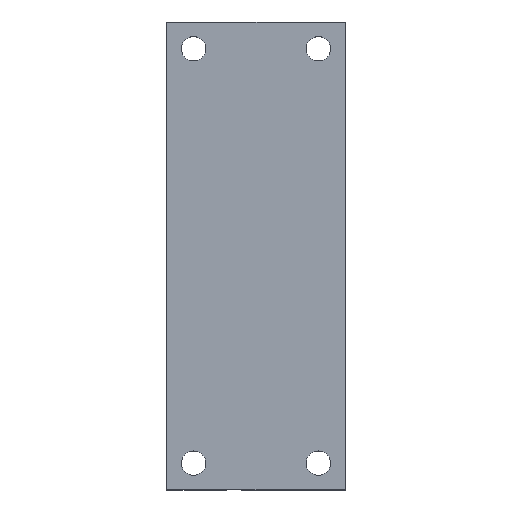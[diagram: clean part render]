
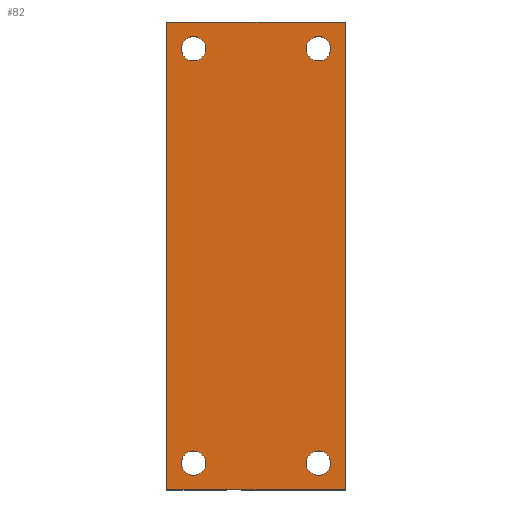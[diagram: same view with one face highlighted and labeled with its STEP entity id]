
A CAD part, top view. The second image highlights one B-rep face of the part: STEP entity #82.
In plain terms, the highlighted planar face has unit normal (0, 0, 1).
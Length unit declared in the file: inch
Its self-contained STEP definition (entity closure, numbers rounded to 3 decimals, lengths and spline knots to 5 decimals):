
#1 = VERTEX_POINT ( 'NONE', #119 ) ;
#2 = EDGE_CURVE ( 'NONE', #375, #59, #120, .T. ) ;
#8 = ORIENTED_EDGE ( 'NONE', *, *, #603, .T. ) ;
#19 = EDGE_CURVE ( 'NONE', #572, #54, #205, .T. ) ;
#24 = ORIENTED_EDGE ( 'NONE', *, *, #51, .T. ) ;
#34 = EDGE_LOOP ( 'NONE', ( #593, #201, #184, #69 ) ) ;
#36 = VERTEX_POINT ( 'NONE', #292 ) ;
#43 = EDGE_CURVE ( 'NONE', #599, #581, #389, .T. ) ;
#47 = EDGE_CURVE ( 'NONE', #64, #80, #401, .T. ) ;
#48 = EDGE_LOOP ( 'NONE', ( #8, #571 ) ) ;
#49 = VERTEX_POINT ( 'NONE', #406 ) ;
#51 = EDGE_CURVE ( 'NONE', #54, #572, #427, .T. ) ;
#53 = ORIENTED_EDGE ( 'NONE', *, *, #108, .T. ) ;
#54 = VERTEX_POINT ( 'NONE', #436 ) ;
#56 = EDGE_CURVE ( 'NONE', #1, #375, #454, .T. ) ;
#59 = VERTEX_POINT ( 'NONE', #175 ) ;
#61 = EDGE_LOOP ( 'NONE', ( #24, #595 ) ) ;
#64 = VERTEX_POINT ( 'NONE', #191 ) ;
#67 = ORIENTED_EDGE ( 'NONE', *, *, #43, .T. ) ;
#69 = ORIENTED_EDGE ( 'NONE', *, *, #2, .T. ) ;
#77 = EDGE_CURVE ( 'NONE', #59, #36, #286, .T. ) ;
#80 = VERTEX_POINT ( 'NONE', #298 ) ;
#82 = ADVANCED_FACE ( 'NONE', ( #304, #305, #306, #307, #308 ), #309, .T. ) ;
#88 = VERTEX_POINT ( 'NONE', #332 ) ;
#104 = ORIENTED_EDGE ( 'NONE', *, *, #47, .T. ) ;
#107 = EDGE_CURVE ( 'NONE', #36, #1, #124, .T. ) ;
#108 = EDGE_CURVE ( 'NONE', #80, #64, #135, .T. ) ;
#119 = CARTESIAN_POINT ( 'NONE',  ( 1.34145, 0.125, 0.75 ) ) ;
#120 = LINE ( 'NONE', #121, #122 ) ;
#121 = CARTESIAN_POINT ( 'NONE',  ( 0.34145, 2.75, 0.75 ) ) ;
#122 = VECTOR ( 'NONE', #123, 39.37008 ) ;
#123 = DIRECTION ( 'NONE',  ( -1., 0., 0. ) ) ;
#124 = LINE ( 'NONE', #125, #126 ) ;
#125 = CARTESIAN_POINT ( 'NONE',  ( 0.34145, 0.125, 0.75 ) ) ;
#126 = VECTOR ( 'NONE', #127, 39.37008 ) ;
#127 = DIRECTION ( 'NONE',  ( 1., 0., 0. ) ) ;
#129 = ORIENTED_EDGE ( 'NONE', *, *, #147, .T. ) ;
#135 = CIRCLE ( 'NONE', #136, 0.06875 ) ;
#136 = AXIS2_PLACEMENT_3D ( 'NONE', #137, #138, #139 ) ;
#137 = CARTESIAN_POINT ( 'NONE',  ( 1.19145, 2.6, 0.75 ) ) ;
#138 = DIRECTION ( 'NONE',  ( 0., 0., -1. ) ) ;
#139 = DIRECTION ( 'NONE',  ( -1., 0., 0. ) ) ;
#147 = EDGE_CURVE ( 'NONE', #581, #599, #158, .T. ) ;
#158 = CIRCLE ( 'NONE', #159, 0.06875 ) ;
#159 = AXIS2_PLACEMENT_3D ( 'NONE', #160, #161, #162 ) ;
#160 = CARTESIAN_POINT ( 'NONE',  ( 0.49145, 0.275, 0.75 ) ) ;
#161 = DIRECTION ( 'NONE',  ( 0., 0., -1. ) ) ;
#162 = DIRECTION ( 'NONE',  ( 1., 0., 0. ) ) ;
#163 = CARTESIAN_POINT ( 'NONE',  ( 1.2602, 0.275, 0.75 ) ) ;
#175 = CARTESIAN_POINT ( 'NONE',  ( 0.34145, 2.75, 0.75 ) ) ;
#184 = ORIENTED_EDGE ( 'NONE', *, *, #56, .T. ) ;
#190 = CARTESIAN_POINT ( 'NONE',  ( 0.4227, 0.275, 0.75 ) ) ;
#191 = CARTESIAN_POINT ( 'NONE',  ( 1.1227, 2.6, 0.75 ) ) ;
#201 = ORIENTED_EDGE ( 'NONE', *, *, #107, .T. ) ;
#205 = CIRCLE ( 'NONE', #206, 0.06875 ) ;
#206 = AXIS2_PLACEMENT_3D ( 'NONE', #207, #208, #209 ) ;
#207 = CARTESIAN_POINT ( 'NONE',  ( 1.19145, 0.275, 0.75 ) ) ;
#208 = DIRECTION ( 'NONE',  ( 0., 0., -1. ) ) ;
#209 = DIRECTION ( 'NONE',  ( 1., 0., 0. ) ) ;
#279 = CARTESIAN_POINT ( 'NONE',  ( 1.34145, 2.75, 0.75 ) ) ;
#286 = LINE ( 'NONE', #288, #289 ) ;
#288 = CARTESIAN_POINT ( 'NONE',  ( 0.34145, 2.75, 0.75 ) ) ;
#289 = VECTOR ( 'NONE', #290, 39.37008 ) ;
#290 = DIRECTION ( 'NONE',  ( 0., -1., 0. ) ) ;
#291 = CARTESIAN_POINT ( 'NONE',  ( 0.5602, 0.275, 0.75 ) ) ;
#292 = CARTESIAN_POINT ( 'NONE',  ( 0.34145, 0.125, 0.75 ) ) ;
#298 = CARTESIAN_POINT ( 'NONE',  ( 1.2602, 2.6, 0.75 ) ) ;
#304 = FACE_BOUND ( 'NONE', #61, .T. ) ;
#305 = FACE_BOUND ( 'NONE', #568, .T. ) ;
#306 = FACE_BOUND ( 'NONE', #48, .T. ) ;
#307 = FACE_BOUND ( 'NONE', #475, .T. ) ;
#308 = FACE_OUTER_BOUND ( 'NONE', #34, .T. ) ;
#309 = PLANE ( 'NONE',  #310 ) ;
#310 = AXIS2_PLACEMENT_3D ( 'NONE', #311, #312, #313 ) ;
#311 = CARTESIAN_POINT ( 'NONE',  ( 0.34145, 0.125, 0.75 ) ) ;
#312 = DIRECTION ( 'NONE',  ( 0., 0., 1. ) ) ;
#313 = DIRECTION ( 'NONE',  ( 1., 0., 0. ) ) ;
#314 = CIRCLE ( 'NONE', #315, 0.06875 ) ;
#315 = AXIS2_PLACEMENT_3D ( 'NONE', #316, #317, #318 ) ;
#316 = CARTESIAN_POINT ( 'NONE',  ( 0.49145, 2.6, 0.75 ) ) ;
#317 = DIRECTION ( 'NONE',  ( 0., 0., -1. ) ) ;
#318 = DIRECTION ( 'NONE',  ( -1., 0., 0. ) ) ;
#332 = CARTESIAN_POINT ( 'NONE',  ( 0.5602, 2.6, 0.75 ) ) ;
#375 = VERTEX_POINT ( 'NONE', #279 ) ;
#389 = CIRCLE ( 'NONE', #390, 0.06875 ) ;
#390 = AXIS2_PLACEMENT_3D ( 'NONE', #391, #393, #394 ) ;
#391 = CARTESIAN_POINT ( 'NONE',  ( 0.49145, 0.275, 0.75 ) ) ;
#393 = DIRECTION ( 'NONE',  ( 0., 0., -1. ) ) ;
#394 = DIRECTION ( 'NONE',  ( 1., 0., 0. ) ) ;
#401 = CIRCLE ( 'NONE', #402, 0.06875 ) ;
#402 = AXIS2_PLACEMENT_3D ( 'NONE', #403, #404, #405 ) ;
#403 = CARTESIAN_POINT ( 'NONE',  ( 1.19145, 2.6, 0.75 ) ) ;
#404 = DIRECTION ( 'NONE',  ( 0., 0., -1. ) ) ;
#405 = DIRECTION ( 'NONE',  ( -1., 0., 0. ) ) ;
#406 = CARTESIAN_POINT ( 'NONE',  ( 0.4227, 2.6, 0.75 ) ) ;
#415 = CIRCLE ( 'NONE', #416, 0.06875 ) ;
#416 = AXIS2_PLACEMENT_3D ( 'NONE', #417, #418, #419 ) ;
#417 = CARTESIAN_POINT ( 'NONE',  ( 0.49145, 2.6, 0.75 ) ) ;
#418 = DIRECTION ( 'NONE',  ( 0., 0., -1. ) ) ;
#419 = DIRECTION ( 'NONE',  ( -1., 0., 0. ) ) ;
#427 = CIRCLE ( 'NONE', #428, 0.06875 ) ;
#428 = AXIS2_PLACEMENT_3D ( 'NONE', #429, #430, #431 ) ;
#429 = CARTESIAN_POINT ( 'NONE',  ( 1.19145, 0.275, 0.75 ) ) ;
#430 = DIRECTION ( 'NONE',  ( 0., 0., -1. ) ) ;
#431 = DIRECTION ( 'NONE',  ( 1., 0., 0. ) ) ;
#436 = CARTESIAN_POINT ( 'NONE',  ( 1.1227, 0.275, 0.75 ) ) ;
#454 = LINE ( 'NONE', #455, #456 ) ;
#455 = CARTESIAN_POINT ( 'NONE',  ( 1.34145, 2.75, 0.75 ) ) ;
#456 = VECTOR ( 'NONE', #457, 39.37008 ) ;
#457 = DIRECTION ( 'NONE',  ( 0., 1., 0. ) ) ;
#475 = EDGE_LOOP ( 'NONE', ( #104, #53 ) ) ;
#560 = EDGE_CURVE ( 'NONE', #88, #49, #415, .T. ) ;
#568 = EDGE_LOOP ( 'NONE', ( #129, #67 ) ) ;
#571 = ORIENTED_EDGE ( 'NONE', *, *, #560, .T. ) ;
#572 = VERTEX_POINT ( 'NONE', #163 ) ;
#581 = VERTEX_POINT ( 'NONE', #190 ) ;
#593 = ORIENTED_EDGE ( 'NONE', *, *, #77, .T. ) ;
#595 = ORIENTED_EDGE ( 'NONE', *, *, #19, .T. ) ;
#599 = VERTEX_POINT ( 'NONE', #291 ) ;
#603 = EDGE_CURVE ( 'NONE', #49, #88, #314, .T. ) ;
